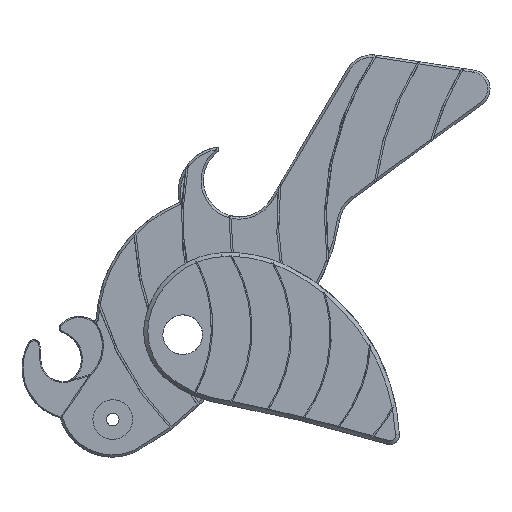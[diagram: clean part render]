
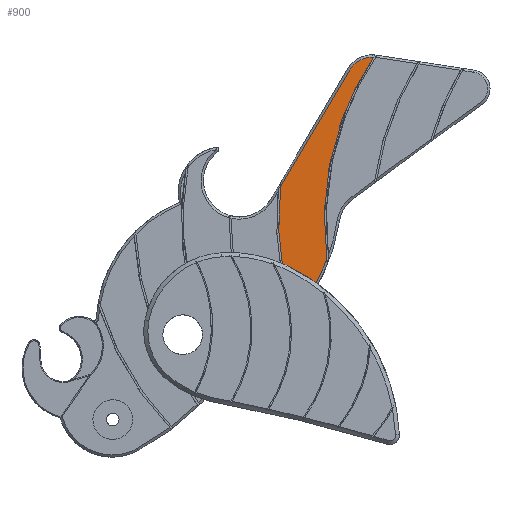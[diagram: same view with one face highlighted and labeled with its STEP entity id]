
A CAD part, front view. The second image highlights one B-rep face of the part: STEP entity #900.
In plain terms, the highlighted free-form (B-spline) face has degree [1, 1] with [2, 2] control points.
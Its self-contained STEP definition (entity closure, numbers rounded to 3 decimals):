
#257 = EDGE_CURVE('',#258,#260,#262,.T.);
#258 = VERTEX_POINT('',#259);
#259 = CARTESIAN_POINT('',(70.655,-2.672,
    -24.932));
#260 = VERTEX_POINT('',#261);
#261 = CARTESIAN_POINT('',(67.481,-2.672,
    -26.743));
#262 = ( BOUNDED_CURVE() B_SPLINE_CURVE(2,(#263,#264,#265),
.UNSPECIFIED.,.F.,.F.) B_SPLINE_CURVE_WITH_KNOTS((3,3),(3.142,
4.179),.PIECEWISE_BEZIER_KNOTS.) CURVE() 
GEOMETRIC_REPRESENTATION_ITEM() RATIONAL_B_SPLINE_CURVE((1.,
0.869,1.)) REPRESENTATION_ITEM('') );
#263 = CARTESIAN_POINT('',(70.655,-2.672,
    -24.932));
#264 = CARTESIAN_POINT('',(68.551,-2.672,
    -24.932));
#265 = CARTESIAN_POINT('',(67.481,-2.672,
    -26.743));
#900 = ADVANCED_FACE('',(#901),#941,.T.);
#901 = FACE_BOUND('',#902,.T.);
#902 = EDGE_LOOP('',(#903,#913,#921,#929,#935,#936));
#903 = ORIENTED_EDGE('',*,*,#904,.F.);
#904 = EDGE_CURVE('',#905,#907,#909,.T.);
#905 = VERTEX_POINT('',#906);
#906 = CARTESIAN_POINT('',(59.688,-2.672,
    -61.091));
#907 = VERTEX_POINT('',#908);
#908 = CARTESIAN_POINT('',(57.794,-2.672,
    -43.133));
#909 = ( BOUNDED_CURVE() B_SPLINE_CURVE(2,(#910,#911,#912),
.UNSPECIFIED.,.F.,.F.) B_SPLINE_CURVE_WITH_KNOTS((3,3),(1.246,
1.686),.PIECEWISE_BEZIER_KNOTS.) CURVE() 
GEOMETRIC_REPRESENTATION_ITEM() RATIONAL_B_SPLINE_CURVE((1.,
0.976,1.)) REPRESENTATION_ITEM('') );
#910 = CARTESIAN_POINT('',(59.688,-2.672,
    -61.091));
#911 = CARTESIAN_POINT('',(56.734,-2.672,
    -52.323));
#912 = CARTESIAN_POINT('',(57.794,-2.672,
    -43.133));
#913 = ORIENTED_EDGE('',*,*,#914,.T.);
#914 = EDGE_CURVE('',#905,#915,#917,.T.);
#915 = VERTEX_POINT('',#916);
#916 = CARTESIAN_POINT('',(64.277,-2.672,
    -53.341));
#917 = ( BOUNDED_CURVE() B_SPLINE_CURVE(2,(#918,#919,#920),
.UNSPECIFIED.,.F.,.F.) B_SPLINE_CURVE_WITH_KNOTS((3,3),(0.868,
1.204),.PIECEWISE_BEZIER_KNOTS.) CURVE() 
GEOMETRIC_REPRESENTATION_ITEM() RATIONAL_B_SPLINE_CURVE((1.,
0.986,1.)) REPRESENTATION_ITEM('') );
#918 = CARTESIAN_POINT('',(59.688,-2.672,
    -61.091));
#919 = CARTESIAN_POINT('',(62.639,-2.672,
    -57.604));
#920 = CARTESIAN_POINT('',(64.277,-2.672,
    -53.341));
#921 = ORIENTED_EDGE('',*,*,#922,.T.);
#922 = EDGE_CURVE('',#915,#923,#925,.T.);
#923 = VERTEX_POINT('',#924);
#924 = CARTESIAN_POINT('',(70.802,-2.672,
    -24.935));
#925 = ( BOUNDED_CURVE() B_SPLINE_CURVE(2,(#926,#927,#928),
.UNSPECIFIED.,.F.,.F.) B_SPLINE_CURVE_WITH_KNOTS((3,3),(1.439,
2.154),.PIECEWISE_BEZIER_KNOTS.) CURVE() 
GEOMETRIC_REPRESENTATION_ITEM() RATIONAL_B_SPLINE_CURVE((1.,
0.937,1.)) REPRESENTATION_ITEM('') );
#926 = CARTESIAN_POINT('',(64.277,-2.672,
    -53.341));
#927 = CARTESIAN_POINT('',(62.237,-2.672,
    -37.92));
#928 = CARTESIAN_POINT('',(70.802,-2.672,
    -24.935));
#929 = ORIENTED_EDGE('',*,*,#930,.T.);
#930 = EDGE_CURVE('',#923,#258,#931,.T.);
#931 = ( BOUNDED_CURVE() B_SPLINE_CURVE(2,(#932,#933,#934),
.UNSPECIFIED.,.F.,.F.) B_SPLINE_CURVE_WITH_KNOTS((3,3),(3.102,
3.142),.PIECEWISE_BEZIER_KNOTS.) CURVE() 
GEOMETRIC_REPRESENTATION_ITEM() RATIONAL_B_SPLINE_CURVE((1.,
1.,1.)) REPRESENTATION_ITEM('') );
#932 = CARTESIAN_POINT('',(70.802,-2.672,
    -24.935));
#933 = CARTESIAN_POINT('',(70.729,-2.672,
    -24.932));
#934 = CARTESIAN_POINT('',(70.655,-2.672,
    -24.932));
#935 = ORIENTED_EDGE('',*,*,#257,.T.);
#936 = ORIENTED_EDGE('',*,*,#937,.T.);
#937 = EDGE_CURVE('',#260,#907,#938,.T.);
#938 = B_SPLINE_CURVE_WITH_KNOTS('',1,(#939,#940),.UNSPECIFIED.,.F.,.F.,
  (2,2),(-15.119,-1.547),.PIECEWISE_BEZIER_KNOTS.);
#939 = CARTESIAN_POINT('',(67.481,-2.672,
    -26.743));
#940 = CARTESIAN_POINT('',(57.794,-2.672,
    -43.133));
#941 = B_SPLINE_SURFACE_WITH_KNOTS('',1,1,(
    (#942,#943)
    ,(#944,#945
    )),.UNSPECIFIED.,.F.,.F.,.F.,(2,2),(2,2),(-28.808,
    -3.029),(11.028,20.496),
  .PIECEWISE_BEZIER_KNOTS.);
#942 = CARTESIAN_POINT('',(57.521,-2.672,
    -24.932));
#943 = CARTESIAN_POINT('',(70.802,-2.672,
    -24.932));
#944 = CARTESIAN_POINT('',(57.521,-2.672,
    -61.091));
#945 = CARTESIAN_POINT('',(70.802,-2.672,
    -61.091));
